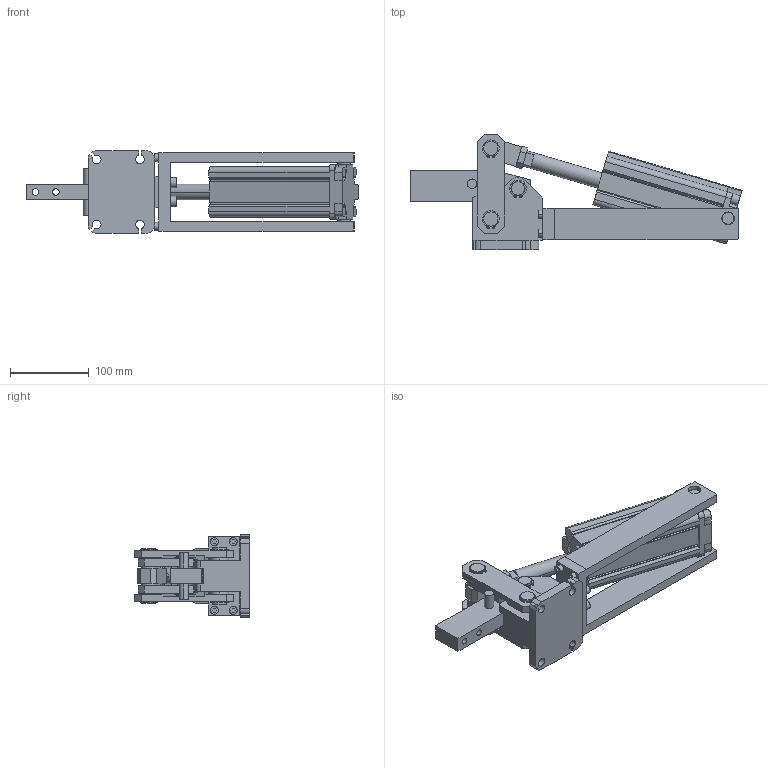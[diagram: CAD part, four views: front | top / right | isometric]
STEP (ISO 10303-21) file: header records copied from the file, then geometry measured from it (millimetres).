
FILE_DESCRIPTION((''),'2;1');
FILE_NAME('ILCP92213','2023-12-20T11:01:08',('rkuestersteffen'),(''),'CREO PARAMETRIC BY PTC INC, 2021164','CREO PARAMETRIC BY PTC INC, 2021164','');
FILE_SCHEMA(('AUTOMOTIVE_DESIGN { 1 0 10303 214 1 1 1 1 }'));
Length unit declared in the file: inch
Products named in the file (1): ILCP92213
Bounding box: 422.74 x 147 x 105 mm (x, y, z)
Volume: 1337678.3 mm3; surface area: 274275.6 mm2
Topology: 1 solids, 11 shells, 627 faces, 1647 edges, 1080 vertices
Faces by surface type: plane 336, cylinder 215, cone 48, torus 28
Entity records: 20702 total; most frequent: CARTESIAN_POINT 3507, DIRECTION 3499, ORIENTED_EDGE 3270, EDGE_CURVE 1635, AXIS2_PLACEMENT_3D 1250, VERTEX_POINT 1080, VECTOR 996, LINE 996
